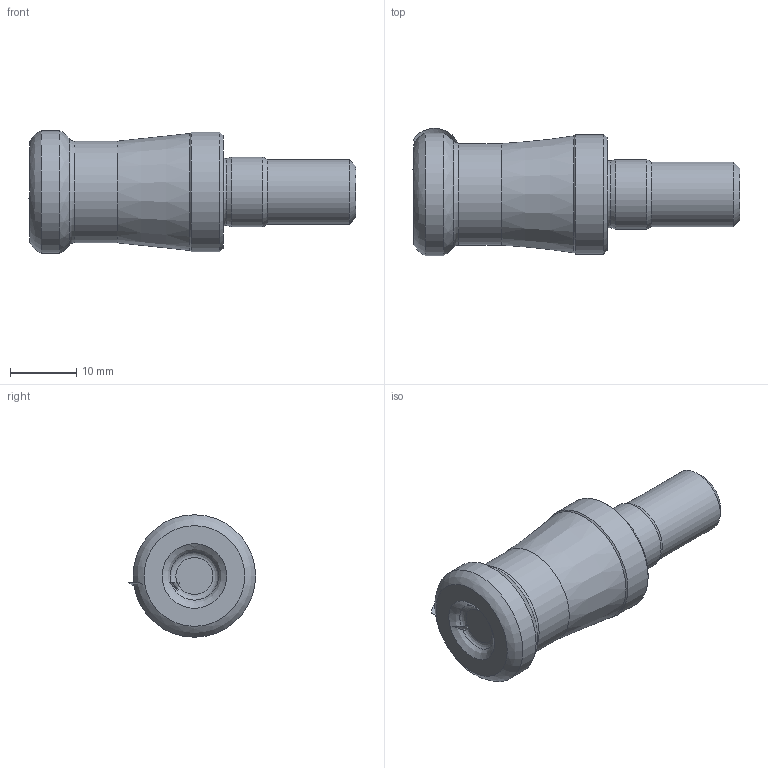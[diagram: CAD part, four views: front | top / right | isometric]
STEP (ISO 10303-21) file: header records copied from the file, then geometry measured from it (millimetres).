
FILE_DESCRIPTION(/* description */ (''),/* implementation_level */ '2;1');
FILE_NAME(/* name */ 'AEMR-RP08T2M-D20-M10-L30-Z02-H.stp',/* time_stamp */ '2023-10-21T11:48:53+03:00',/* author */ (''),/* organization */ (''),/* preprocessor_version */ 'ST-DEVELOPER v19.4',/* originating_system */ 'SIEMENS PLM Software NX2306.5001',/* authorisation */ '');
FILE_SCHEMA (('AUTOMOTIVE_DESIGN { 1 0 10303 214 3 1 1 1 }'));
Length unit declared in the file: millimetre
Products named in the file (1): AEMR-RP08T2M-D20-M10-L30-Z02-H-LIGHT _x_t_objects
Bounding box: 49.36 x 19.16 x 18.45 mm (x, y, z)
Volume: 7881.2 mm3; surface area: 3597.5 mm2
Topology: 1 solids, 2 shells, 24 faces, 44 edges, 26 vertices
Faces by surface type: cone 7, cylinder 5, plane 4, revolution 3, torus 3, bspline 2
Full cylindrical faces by diameter (mm): 9.75 x1, 10.5 x1, 15.3 x1, 18 x1, 18.447 x1
Entity records: 564 total; most frequent: CARTESIAN_POINT 140, DIRECTION 87, EDGE_LOOP 44, ORIENTED_EDGE 44, FACE_BOUND 42, AXIS2_PLACEMENT_3D 42, ADVANCED_FACE 23, VERTEX_POINT 22
